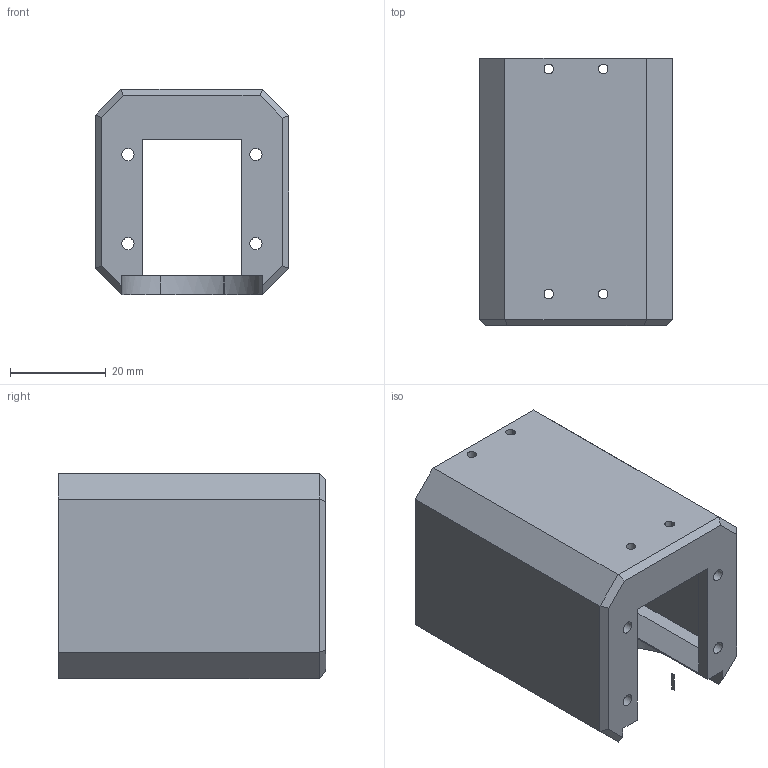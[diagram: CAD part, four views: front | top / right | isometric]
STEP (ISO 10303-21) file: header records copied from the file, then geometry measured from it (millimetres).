
FILE_DESCRIPTION(/* description */ (''),/* implementation_level */ '2;1');
FILE_NAME(/* name */ 'InternalBracket v10.step',/* time_stamp */ '2023-07-15T05:50:44-05:00',/* author */ (''),/* organization */ (''),/* preprocessor_version */ 'ST-DEVELOPER v19.2',/* originating_system */ 'Autodesk Translation Framework v12.6.0.85',/* authorisation */ '');
FILE_SCHEMA (('AUTOMOTIVE_DESIGN { 1 0 10303 214 3 1 1 }'));
Length unit declared in the file: inch
Products named in the file (1): InternalBracket
Bounding box: 40.48 x 55.88 x 42.85 mm (x, y, z)
Volume: 33116.6 mm3; surface area: 17280.5 mm2
Topology: 5 solids, 5 shells, 88 faces, 229 edges, 145 vertices
Faces by surface type: plane 73, cylinder 15
Full cylindrical faces by diameter (mm): 2.54 x4
Entity records: 2715 total; most frequent: CARTESIAN_POINT 463, ORIENTED_EDGE 458, DIRECTION 439, EDGE_CURVE 229, LINE 197, VECTOR 197, VERTEX_POINT 145, AXIS2_PLACEMENT_3D 121
